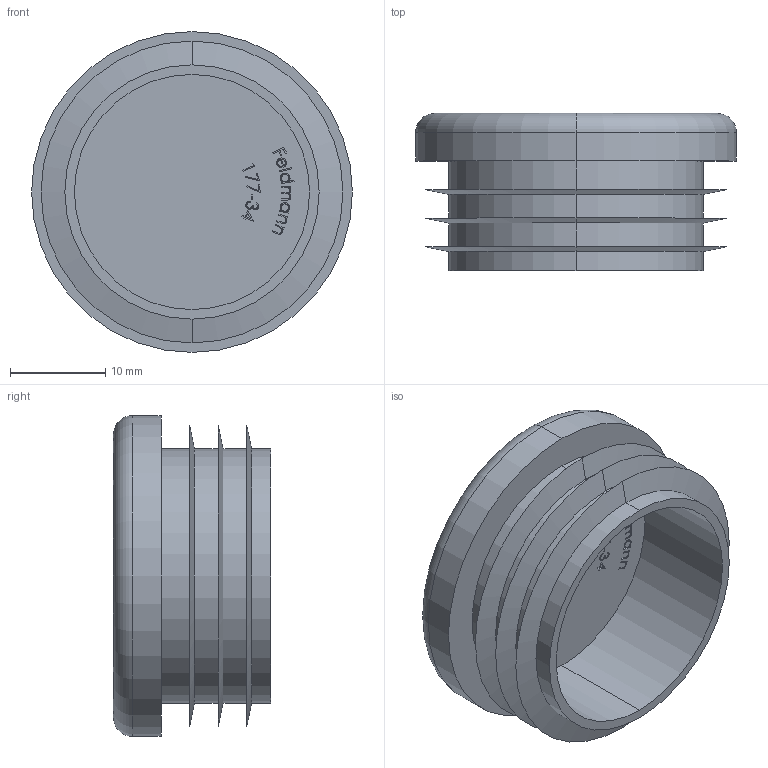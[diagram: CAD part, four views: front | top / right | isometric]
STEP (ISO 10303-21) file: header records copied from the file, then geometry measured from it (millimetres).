
FILE_DESCRIPTION (( 'STEP AP203' ), '1' );
FILE_NAME ('177-34.step', '2015-09-17T14:50:55', ( '' ), ( '' ), 'SwSTEP 2.0', 'SolidWorks 2015', '' );
FILE_SCHEMA (( 'CONFIG_CONTROL_DESIGN' ));
Length unit declared in the file: millimetre
Products named in the file (1): 177-34
Bounding box: 33.7 x 16.5 x 33.7 mm (x, y, z)
Volume: 5464.8 mm3; surface area: 5377.7 mm2
Topology: 1 solids, 1 shells, 199 faces, 514 edges, 340 vertices
Faces by surface type: plane 117, bspline 62, cylinder 12, cone 6, torus 2
Entity records: 9103 total; most frequent: CARTESIAN_POINT 4556, ORIENTED_EDGE 1028, DIRECTION 700, EDGE_CURVE 514, VECTOR 356, LINE 356, VERTEX_POINT 340, EDGE_LOOP 222
